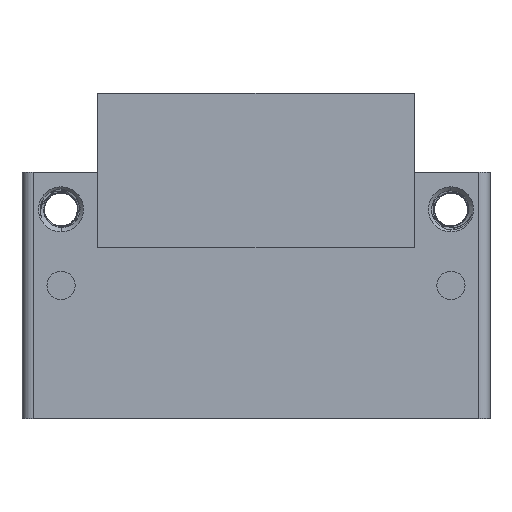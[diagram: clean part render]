
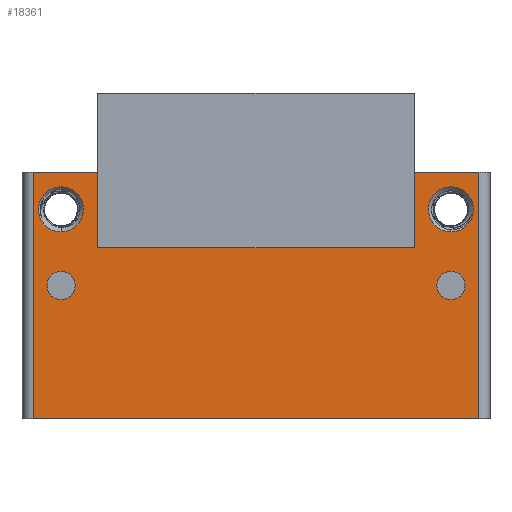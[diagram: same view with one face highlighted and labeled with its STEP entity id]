
A CAD part, top view. The second image highlights one B-rep face of the part: STEP entity #18361.
In plain terms, the highlighted planar face has unit normal (0, 0, 1).
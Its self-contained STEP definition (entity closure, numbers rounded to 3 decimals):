
#2773=DIRECTION('',(0.,-1.,0.));
#2774=VECTOR('',#2773,8.74);
#2775=CARTESIAN_POINT('',(7.905,0.,0.));
#2776=LINE('',#2775,#2774);
#2781=DIRECTION('',(1.,0.,0.));
#2782=VECTOR('',#2781,15.81);
#2783=CARTESIAN_POINT('',(-7.905,-8.74,0.));
#2784=LINE('',#2783,#2782);
#2785=DIRECTION('',(-1.,0.,0.));
#2786=VECTOR('',#2785,11.23);
#2787=CARTESIAN_POINT('',(5.615,-2.68,0.));
#2788=LINE('',#2787,#2786);
#2789=DIRECTION('',(0.,-1.,0.));
#2790=VECTOR('',#2789,2.68);
#2791=CARTESIAN_POINT('',(5.615,0.,0.));
#2792=LINE('',#2791,#2790);
#2793=CARTESIAN_POINT('',(-6.92,-4.02,0.));
#2794=DIRECTION('',(0.,0.,-1.));
#2795=DIRECTION('',(0.,1.,0.));
#2796=AXIS2_PLACEMENT_3D('',#2793,#2794,#2795);
#2798=CARTESIAN_POINT('',(-6.92,-4.02,0.));
#2799=DIRECTION('',(0.,0.,-1.));
#2800=DIRECTION('',(0.,-1.,0.));
#2801=AXIS2_PLACEMENT_3D('',#2798,#2799,#2800);
#2803=CARTESIAN_POINT('',(6.92,-4.02,0.));
#2804=DIRECTION('',(0.,0.,-1.));
#2805=DIRECTION('',(0.,1.,0.));
#2806=AXIS2_PLACEMENT_3D('',#2803,#2804,#2805);
#2808=CARTESIAN_POINT('',(6.92,-4.02,0.));
#2809=DIRECTION('',(0.,0.,-1.));
#2810=DIRECTION('',(0.,-1.,0.));
#2811=AXIS2_PLACEMENT_3D('',#2808,#2809,#2810);
#2813=CARTESIAN_POINT('',(-6.92,-1.32,0.));
#2814=DIRECTION('',(0.,0.,-1.));
#2815=DIRECTION('',(0.,1.,0.));
#2816=AXIS2_PLACEMENT_3D('',#2813,#2814,#2815);
#2818=CARTESIAN_POINT('',(-6.92,-1.32,0.));
#2819=DIRECTION('',(0.,0.,-1.));
#2820=DIRECTION('',(0.,-1.,0.));
#2821=AXIS2_PLACEMENT_3D('',#2818,#2819,#2820);
#2823=CARTESIAN_POINT('',(6.92,-1.32,0.));
#2824=DIRECTION('',(0.,0.,-1.));
#2825=DIRECTION('',(0.,1.,0.));
#2826=AXIS2_PLACEMENT_3D('',#2823,#2824,#2825);
#2828=CARTESIAN_POINT('',(6.92,-1.32,0.));
#2829=DIRECTION('',(0.,0.,-1.));
#2830=DIRECTION('',(0.,-1.,0.));
#2831=AXIS2_PLACEMENT_3D('',#2828,#2829,#2830);
#2837=DIRECTION('',(0.,1.,0.));
#2838=VECTOR('',#2837,8.74);
#2839=CARTESIAN_POINT('',(-7.905,-8.74,0.));
#2840=LINE('',#2839,#2838);
#2890=DIRECTION('',(1.,0.,0.));
#2891=VECTOR('',#2890,2.29);
#2892=CARTESIAN_POINT('',(-7.905,0.,0.));
#2893=LINE('',#2892,#2891);
#2919=DIRECTION('',(1.,0.,0.));
#2920=VECTOR('',#2919,2.29);
#2921=CARTESIAN_POINT('',(5.615,0.,0.));
#2922=LINE('',#2921,#2920);
#2981=DIRECTION('',(0.,-1.,0.));
#2982=VECTOR('',#2981,2.68);
#2983=CARTESIAN_POINT('',(-5.615,0.,0.));
#2984=LINE('',#2983,#2982);
#12219=CARTESIAN_POINT('',(7.905,0.,0.));
#12220=CARTESIAN_POINT('',(7.905,-8.74,0.));
#12221=VERTEX_POINT('',#12219);
#12222=VERTEX_POINT('',#12220);
#12247=CARTESIAN_POINT('',(5.615,0.,0.));
#12248=VERTEX_POINT('',#12247);
#12312=CARTESIAN_POINT('',(-6.92,-3.52,0.));
#12313=CARTESIAN_POINT('',(-6.92,-4.52,0.));
#12314=VERTEX_POINT('',#12312);
#12315=VERTEX_POINT('',#12313);
#12404=CARTESIAN_POINT('',(-7.905,0.,0.));
#12405=CARTESIAN_POINT('',(-5.615,0.,0.));
#12406=VERTEX_POINT('',#12404);
#12407=VERTEX_POINT('',#12405);
#12670=CARTESIAN_POINT('',(-7.905,-8.74,0.));
#12672=VERTEX_POINT('',#12670);
#12911=CARTESIAN_POINT('',(6.92,-0.52,0.));
#12912=CARTESIAN_POINT('',(6.92,-2.12,0.));
#12913=VERTEX_POINT('',#12911);
#12914=VERTEX_POINT('',#12912);
#13073=CARTESIAN_POINT('',(5.615,-2.68,0.));
#13074=CARTESIAN_POINT('',(-5.615,-2.68,0.));
#13075=VERTEX_POINT('',#13073);
#13076=VERTEX_POINT('',#13074);
#13185=CARTESIAN_POINT('',(6.92,-3.52,0.));
#13186=VERTEX_POINT('',#13185);
#13504=CARTESIAN_POINT('',(-6.92,-2.12,0.));
#13505=CARTESIAN_POINT('',(-6.92,-0.52,0.));
#13506=VERTEX_POINT('',#13504);
#13507=VERTEX_POINT('',#13505);
#13648=CARTESIAN_POINT('',(6.92,-4.52,0.));
#13649=VERTEX_POINT('',#13648);
#18316=CARTESIAN_POINT('',(8.305,-8.74,0.));
#18317=DIRECTION('',(0.,0.,-1.));
#18318=DIRECTION('',(0.,-1.,0.));
#18319=AXIS2_PLACEMENT_3D('',#18316,#18317,#18318);
#18320=PLANE('',#18319);
#18321=ORIENTED_EDGE('',*,*,#14268,.F.);
#18323=ORIENTED_EDGE('',*,*,#18322,.T.);
#18325=ORIENTED_EDGE('',*,*,#18324,.T.);
#18327=ORIENTED_EDGE('',*,*,#18326,.T.);
#18329=ORIENTED_EDGE('',*,*,#18328,.F.);
#18331=ORIENTED_EDGE('',*,*,#18330,.F.);
#18333=ORIENTED_EDGE('',*,*,#18332,.T.);
#18334=ORIENTED_EDGE('',*,*,#18308,.T.);
#18335=EDGE_LOOP('',(#18321,#18323,#18325,#18327,#18329,#18331,#18333,#18334));
#18336=FACE_OUTER_BOUND('',#18335,.F.);
#18338=ORIENTED_EDGE('',*,*,#18337,.F.);
#18340=ORIENTED_EDGE('',*,*,#18339,.F.);
#18341=EDGE_LOOP('',(#18338,#18340));
#18342=FACE_BOUND('',#18341,.F.);
#18344=ORIENTED_EDGE('',*,*,#18343,.F.);
#18346=ORIENTED_EDGE('',*,*,#18345,.F.);
#18347=EDGE_LOOP('',(#18344,#18346));
#18348=FACE_BOUND('',#18347,.F.);
#18350=ORIENTED_EDGE('',*,*,#18349,.F.);
#18352=ORIENTED_EDGE('',*,*,#18351,.F.);
#18353=EDGE_LOOP('',(#18350,#18352));
#18354=FACE_BOUND('',#18353,.F.);
#18356=ORIENTED_EDGE('',*,*,#18355,.F.);
#18358=ORIENTED_EDGE('',*,*,#18357,.F.);
#18359=EDGE_LOOP('',(#18356,#18358));
#18360=FACE_BOUND('',#18359,.F.);
#2797=CIRCLE('',#2796,0.5);
#2802=CIRCLE('',#2801,0.5);
#2807=CIRCLE('',#2806,0.5);
#2812=CIRCLE('',#2811,0.5);
#2817=CIRCLE('',#2816,0.8);
#2822=CIRCLE('',#2821,0.8);
#2827=CIRCLE('',#2826,0.8);
#2832=CIRCLE('',#2831,0.8);
#14268=EDGE_CURVE('',#12672,#12222,#2784,.T.);
#18308=EDGE_CURVE('',#12221,#12222,#2776,.T.);
#18322=EDGE_CURVE('',#12672,#12406,#2840,.T.);
#18324=EDGE_CURVE('',#12406,#12407,#2893,.T.);
#18326=EDGE_CURVE('',#12407,#13076,#2984,.T.);
#18328=EDGE_CURVE('',#13075,#13076,#2788,.T.);
#18330=EDGE_CURVE('',#12248,#13075,#2792,.T.);
#18332=EDGE_CURVE('',#12248,#12221,#2922,.T.);
#18337=EDGE_CURVE('',#12314,#12315,#2797,.T.);
#18339=EDGE_CURVE('',#12315,#12314,#2802,.T.);
#18343=EDGE_CURVE('',#13186,#13649,#2807,.T.);
#18345=EDGE_CURVE('',#13649,#13186,#2812,.T.);
#18349=EDGE_CURVE('',#13507,#13506,#2817,.T.);
#18351=EDGE_CURVE('',#13506,#13507,#2822,.T.);
#18355=EDGE_CURVE('',#12913,#12914,#2827,.T.);
#18357=EDGE_CURVE('',#12914,#12913,#2832,.T.);
#18361=ADVANCED_FACE('',(#18336,#18342,#18348,#18354,#18360),#18320,.F.);
